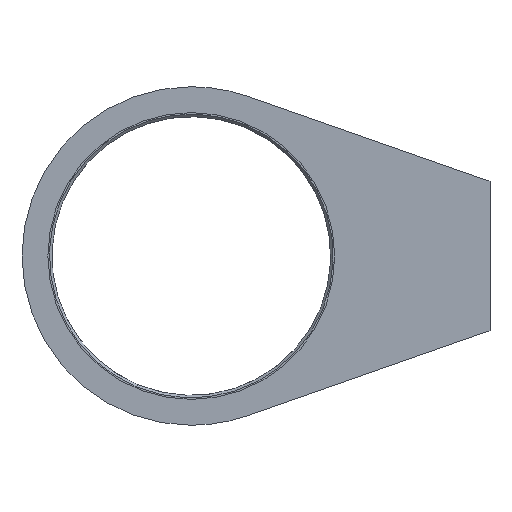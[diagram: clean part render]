
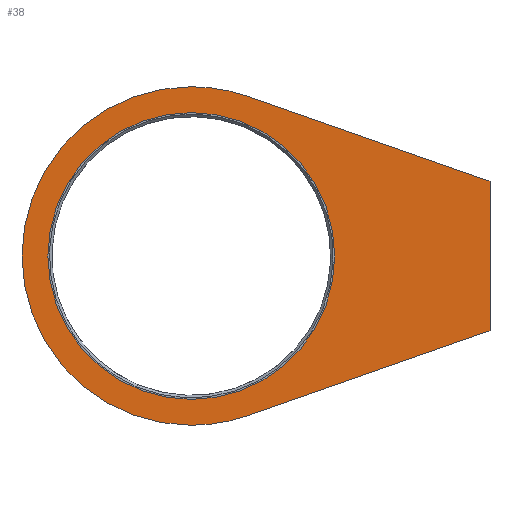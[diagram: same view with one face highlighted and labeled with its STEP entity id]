
A CAD part, left-side view. The second image highlights one B-rep face of the part: STEP entity #38.
In plain terms, the highlighted planar face has unit normal (-1, 0, 0).
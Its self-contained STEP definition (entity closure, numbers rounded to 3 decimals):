
#1 = CARTESIAN_POINT ( 'NONE',  ( -4., -5.623, 16.043 ) ) ;
#4 = EDGE_CURVE ( 'NONE', #384, #1057, #69, .T. ) ;
#34 = VERTEX_POINT ( 'NONE', #1009 ) ;
#37 = LINE ( 'NONE', #224, #272 ) ;
#38 = ADVANCED_FACE ( 'NONE', ( #387, #207 ), #1087, .F. ) ;
#69 = CIRCLE ( 'NONE', #713, 17. ) ;
#70 = CIRCLE ( 'NONE', #361, 17. ) ;
#79 = VERTEX_POINT ( 'NONE', #646 ) ;
#136 = DIRECTION ( 'NONE',  ( 0., 0., -1. ) ) ;
#151 = CARTESIAN_POINT ( 'NONE',  ( -4., 0., 0. ) ) ;
#154 = EDGE_LOOP ( 'NONE', ( #293, #575, #312, #382, #1126, #434 ) ) ;
#164 = AXIS2_PLACEMENT_3D ( 'NONE', #353, #707, #1060 ) ;
#177 = LINE ( 'NONE', #1, #693 ) ;
#193 = DIRECTION ( 'NONE',  ( 1., 0., 0. ) ) ;
#200 = CARTESIAN_POINT ( 'NONE',  ( -4., 0., -14.4 ) ) ;
#207 = FACE_OUTER_BOUND ( 'NONE', #154, .T. ) ;
#224 = CARTESIAN_POINT ( 'NONE',  ( -4., -30., 7.5 ) ) ;
#253 = AXIS2_PLACEMENT_3D ( 'NONE', #755, #680, #593 ) ;
#258 = EDGE_CURVE ( 'NONE', #467, #486, #438, .T. ) ;
#272 = VECTOR ( 'NONE', #136, 1000. ) ;
#279 = CARTESIAN_POINT ( 'NONE',  ( -4., 0., 0. ) ) ;
#290 = ORIENTED_EDGE ( 'NONE', *, *, #258, .T. ) ;
#293 = ORIENTED_EDGE ( 'NONE', *, *, #904, .F. ) ;
#295 = CARTESIAN_POINT ( 'NONE',  ( -4., 0., 0. ) ) ;
#312 = ORIENTED_EDGE ( 'NONE', *, *, #567, .F. ) ;
#351 = EDGE_LOOP ( 'NONE', ( #1130, #290 ) ) ;
#353 = CARTESIAN_POINT ( 'NONE',  ( -4., 0., 0. ) ) ;
#361 = AXIS2_PLACEMENT_3D ( 'NONE', #151, #1045, #679 ) ;
#382 = ORIENTED_EDGE ( 'NONE', *, *, #410, .F. ) ;
#384 = VERTEX_POINT ( 'NONE', #1038 ) ;
#387 = FACE_BOUND ( 'NONE', #351, .T. ) ;
#410 = EDGE_CURVE ( 'NONE', #465, #34, #70, .T. ) ;
#411 = CARTESIAN_POINT ( 'NONE',  ( -4., 0., 14.4 ) ) ;
#420 = AXIS2_PLACEMENT_3D ( 'NONE', #279, #193, #544 ) ;
#434 = ORIENTED_EDGE ( 'NONE', *, *, #653, .F. ) ;
#438 = CIRCLE ( 'NONE', #253, 14.4 ) ;
#465 = VERTEX_POINT ( 'NONE', #761 ) ;
#467 = VERTEX_POINT ( 'NONE', #411 ) ;
#486 = VERTEX_POINT ( 'NONE', #200 ) ;
#513 = AXIS2_PLACEMENT_3D ( 'NONE', #295, #739, #917 ) ;
#515 = CIRCLE ( 'NONE', #164, 17. ) ;
#544 = DIRECTION ( 'NONE',  ( 0., 0., -1. ) ) ;
#567 = EDGE_CURVE ( 'NONE', #34, #384, #515, .T. ) ;
#575 = ORIENTED_EDGE ( 'NONE', *, *, #4, .F. ) ;
#593 = DIRECTION ( 'NONE',  ( 0., 0., -1. ) ) ;
#617 = EDGE_CURVE ( 'NONE', #486, #467, #623, .T. ) ;
#623 = CIRCLE ( 'NONE', #420, 14.4 ) ;
#632 = VERTEX_POINT ( 'NONE', #644 ) ;
#644 = CARTESIAN_POINT ( 'NONE',  ( -4., -30., -7.5 ) ) ;
#646 = CARTESIAN_POINT ( 'NONE',  ( -4., -30., 7.5 ) ) ;
#653 = EDGE_CURVE ( 'NONE', #79, #632, #37, .T. ) ;
#679 = DIRECTION ( 'NONE',  ( 0., 0., -1. ) ) ;
#680 = DIRECTION ( 'NONE',  ( 1., 0., 0. ) ) ;
#693 = VECTOR ( 'NONE', #956, 1000. ) ;
#704 = LINE ( 'NONE', #891, #983 ) ;
#707 = DIRECTION ( 'NONE',  ( 1., 0., 0. ) ) ;
#713 = AXIS2_PLACEMENT_3D ( 'NONE', #835, #726, #993 ) ;
#726 = DIRECTION ( 'NONE',  ( 1., 0., 0. ) ) ;
#739 = DIRECTION ( 'NONE',  ( 1., 0., 0. ) ) ;
#755 = CARTESIAN_POINT ( 'NONE',  ( -4., 0., 0. ) ) ;
#761 = CARTESIAN_POINT ( 'NONE',  ( -4., -5.623, -16.043 ) ) ;
#796 = DIRECTION ( 'NONE',  ( 0., 0.944, -0.331 ) ) ;
#835 = CARTESIAN_POINT ( 'NONE',  ( -4., 0., 0. ) ) ;
#881 = CARTESIAN_POINT ( 'NONE',  ( -4., -5.623, 16.043 ) ) ;
#891 = CARTESIAN_POINT ( 'NONE',  ( -4., -5.623, -16.043 ) ) ;
#904 = EDGE_CURVE ( 'NONE', #1057, #79, #177, .T. ) ;
#914 = EDGE_CURVE ( 'NONE', #632, #465, #704, .T. ) ;
#917 = DIRECTION ( 'NONE',  ( 0., 0., -1. ) ) ;
#956 = DIRECTION ( 'NONE',  ( 0., -0.944, -0.331 ) ) ;
#983 = VECTOR ( 'NONE', #796, 1000. ) ;
#993 = DIRECTION ( 'NONE',  ( 0., 0., -1. ) ) ;
#1009 = CARTESIAN_POINT ( 'NONE',  ( -4., 0., -17. ) ) ;
#1038 = CARTESIAN_POINT ( 'NONE',  ( -4., 0., 17. ) ) ;
#1045 = DIRECTION ( 'NONE',  ( 1., 0., 0. ) ) ;
#1057 = VERTEX_POINT ( 'NONE', #881 ) ;
#1060 = DIRECTION ( 'NONE',  ( 0., 0., -1. ) ) ;
#1087 = PLANE ( 'NONE',  #513 ) ;
#1126 = ORIENTED_EDGE ( 'NONE', *, *, #914, .F. ) ;
#1130 = ORIENTED_EDGE ( 'NONE', *, *, #617, .T. ) ;
